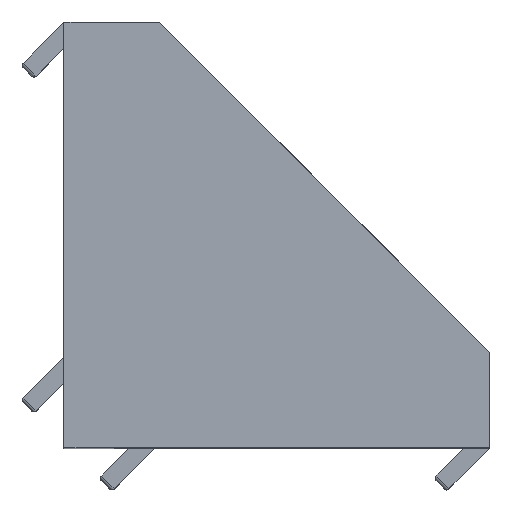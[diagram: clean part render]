
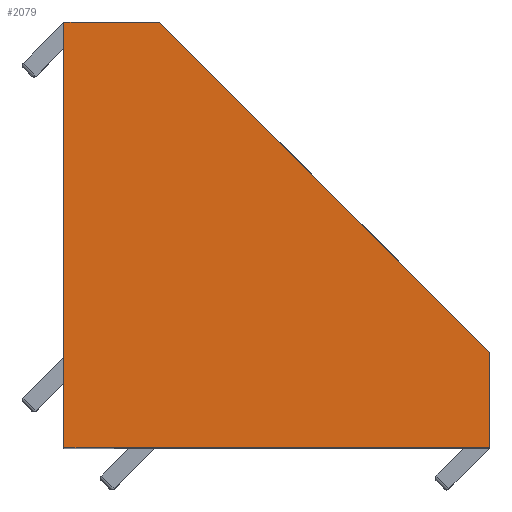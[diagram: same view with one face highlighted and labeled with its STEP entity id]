
A CAD part, top view. The second image highlights one B-rep face of the part: STEP entity #2079.
In plain terms, the highlighted planar face has unit normal (0, 0, 1).
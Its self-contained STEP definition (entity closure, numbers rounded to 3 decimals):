
#134 = EDGE_LOOP ( 'NONE', ( #183, #2508, #2637, #813, #483 ) ) ;
#136 = CARTESIAN_POINT ( 'NONE',  ( 9.4, 42., 21. ) ) ;
#183 = ORIENTED_EDGE ( 'NONE', *, *, #3308, .T. ) ;
#239 = VERTEX_POINT ( 'NONE', #3006 ) ;
#251 = VERTEX_POINT ( 'NONE', #1202 ) ;
#281 = VECTOR ( 'NONE', #3157, 1000. ) ;
#293 = DIRECTION ( 'NONE',  ( 0., 0., -1. ) ) ;
#308 = VERTEX_POINT ( 'NONE', #969 ) ;
#411 = VERTEX_POINT ( 'NONE', #816 ) ;
#483 = ORIENTED_EDGE ( 'NONE', *, *, #2681, .T. ) ;
#573 = DIRECTION ( 'NONE',  ( -1., 0., 0. ) ) ;
#662 = VECTOR ( 'NONE', #1695, 1000. ) ;
#679 = EDGE_CURVE ( 'NONE', #251, #1495, #2845, .T. ) ;
#813 = ORIENTED_EDGE ( 'NONE', *, *, #2458, .T. ) ;
#816 = CARTESIAN_POINT ( 'NONE',  ( 42., 0., 21. ) ) ;
#969 = CARTESIAN_POINT ( 'NONE',  ( 0., 42., 21. ) ) ;
#1190 = VECTOR ( 'NONE', #573, 1000. ) ;
#1202 = CARTESIAN_POINT ( 'NONE',  ( 42., 9.4, 21. ) ) ;
#1270 = AXIS2_PLACEMENT_3D ( 'NONE', #2121, #293, #3104 ) ;
#1345 = LINE ( 'NONE', #3100, #2422 ) ;
#1495 = VERTEX_POINT ( 'NONE', #136 ) ;
#1539 = DIRECTION ( 'NONE',  ( 1., 0., 0. ) ) ;
#1612 = LINE ( 'NONE', #2352, #1190 ) ;
#1695 = DIRECTION ( 'NONE',  ( 0., -1., 0. ) ) ;
#1827 = DIRECTION ( 'NONE',  ( 0., 1., 0. ) ) ;
#1899 = LINE ( 'NONE', #2920, #662 ) ;
#1988 = LINE ( 'NONE', #2524, #2612 ) ;
#2079 = ADVANCED_FACE ( 'NONE', ( #2375 ), #2908, .F. ) ;
#2121 = CARTESIAN_POINT ( 'NONE',  ( 0., 0., 21. ) ) ;
#2295 = CARTESIAN_POINT ( 'NONE',  ( 9.4, 42., 21. ) ) ;
#2352 = CARTESIAN_POINT ( 'NONE',  ( 0., 42., 21. ) ) ;
#2375 = FACE_OUTER_BOUND ( 'NONE', #134, .T. ) ;
#2422 = VECTOR ( 'NONE', #1827, 1000. ) ;
#2458 = EDGE_CURVE ( 'NONE', #1495, #308, #1612, .T. ) ;
#2459 = EDGE_CURVE ( 'NONE', #411, #251, #1345, .T. ) ;
#2508 = ORIENTED_EDGE ( 'NONE', *, *, #2459, .T. ) ;
#2524 = CARTESIAN_POINT ( 'NONE',  ( 42., 0., 21. ) ) ;
#2612 = VECTOR ( 'NONE', #1539, 1000. ) ;
#2637 = ORIENTED_EDGE ( 'NONE', *, *, #679, .T. ) ;
#2681 = EDGE_CURVE ( 'NONE', #308, #239, #1899, .T. ) ;
#2845 = LINE ( 'NONE', #2295, #281 ) ;
#2908 = PLANE ( 'NONE',  #1270 ) ;
#2920 = CARTESIAN_POINT ( 'NONE',  ( 0., 0., 21. ) ) ;
#3006 = CARTESIAN_POINT ( 'NONE',  ( 0., 0., 21. ) ) ;
#3100 = CARTESIAN_POINT ( 'NONE',  ( 42., 9.4, 21. ) ) ;
#3104 = DIRECTION ( 'NONE',  ( -1., 0., 0. ) ) ;
#3157 = DIRECTION ( 'NONE',  ( -0.707, 0.707, 0. ) ) ;
#3308 = EDGE_CURVE ( 'NONE', #239, #411, #1988, .T. ) ;
